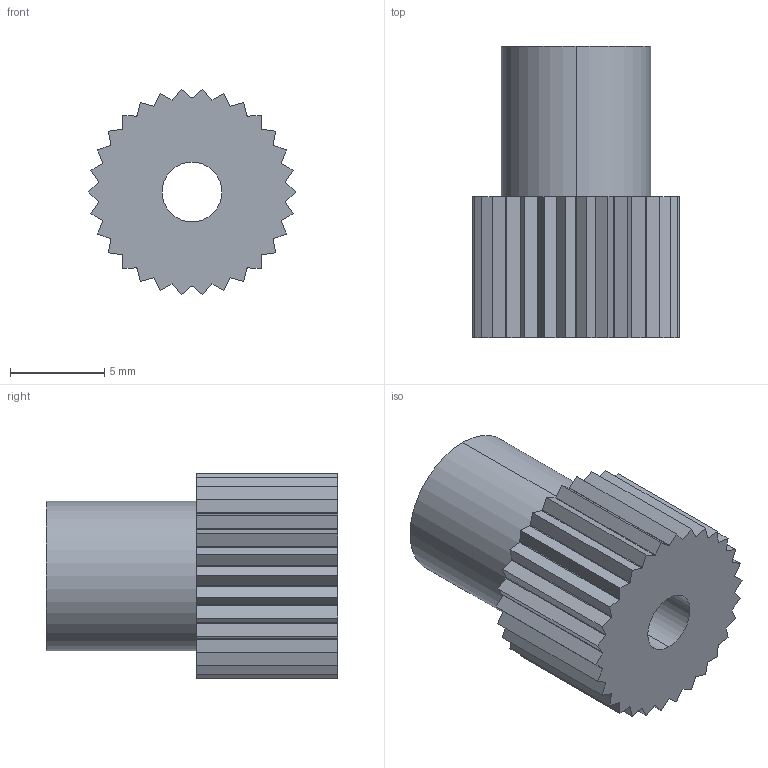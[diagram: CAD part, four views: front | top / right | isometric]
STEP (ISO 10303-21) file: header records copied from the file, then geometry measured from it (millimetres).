
FILE_DESCRIPTION (( 'STEP AP203' ), '1' );
FILE_NAME ('20-019428.step', '2022-03-22T14:02:19', ( '' ), ( '' ), 'SwSTEP 2.0', 'SolidWorks 2021', '' );
FILE_SCHEMA (( 'CONFIG_CONTROL_DESIGN' ));
Length unit declared in the file: millimetre
Products named in the file (1): 20-019428
Bounding box: 11 x 15.5 x 10.94 mm (x, y, z)
Volume: 917.5 mm3; surface area: 846.6 mm2
Topology: 1 solids, 1 shells, 98 faces, 285 edges, 190 vertices
Faces by surface type: plane 63, cylinder 35
Entity records: 3320 total; most frequent: CARTESIAN_POINT 574, ORIENTED_EDGE 570, DIRECTION 553, EDGE_CURVE 285, LINE 215, VECTOR 215, VERTEX_POINT 190, AXIS2_PLACEMENT_3D 169
